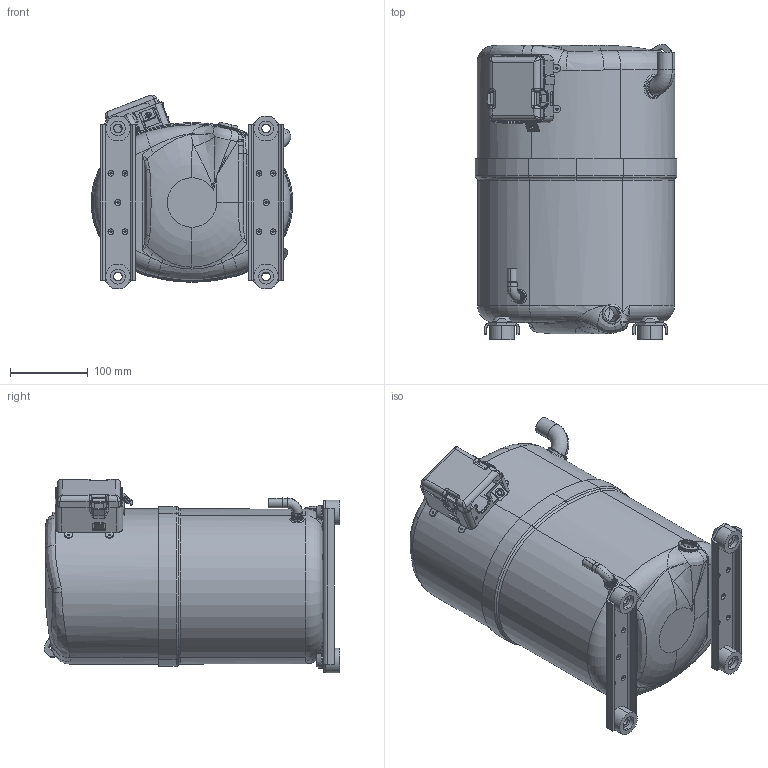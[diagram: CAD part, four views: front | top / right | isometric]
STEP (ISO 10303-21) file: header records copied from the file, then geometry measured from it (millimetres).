
FILE_DESCRIPTION (( 'STEP AP203' ), '1' );
FILE_NAME ('703026F.STEP', '2012-04-27T13:43:51', ( '' ), ( '' ), 'SwSTEP 2.0', 'SolidWorks 2012', '' );
FILE_SCHEMA (( 'CONFIG_CONTROL_DESIGN' ));
Length unit declared in the file: inch
Products named in the file (1): 703026F
Bounding box: 258.77 x 379.67 x 249.26 mm (x, y, z)
Surface area: 474861.5 mm2 (no closed solid volume)
Topology: 0 solids, 28 shells, 612 faces, 2023 edges, 1400 vertices
Faces by surface type: plane 194, cylinder 188, torus 95, bspline 93, sphere 32, cone 10
Entity records: 39530 total; most frequent: CARTESIAN_POINT 22757, DIRECTION 3373, ORIENTED_EDGE 3282, EDGE_CURVE 1998, VERTEX_POINT 1400, AXIS2_PLACEMENT_3D 1257, LINE 859, VECTOR 859
